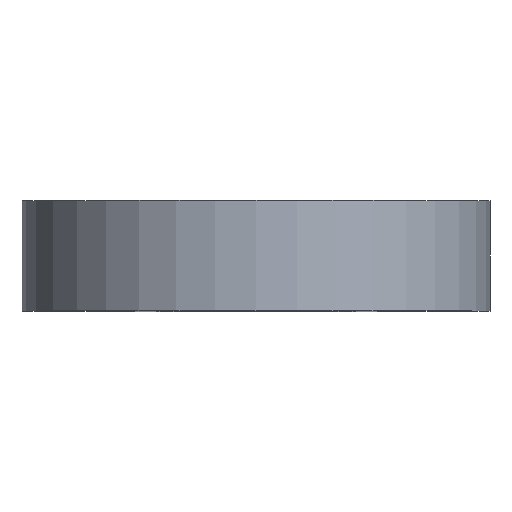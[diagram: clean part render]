
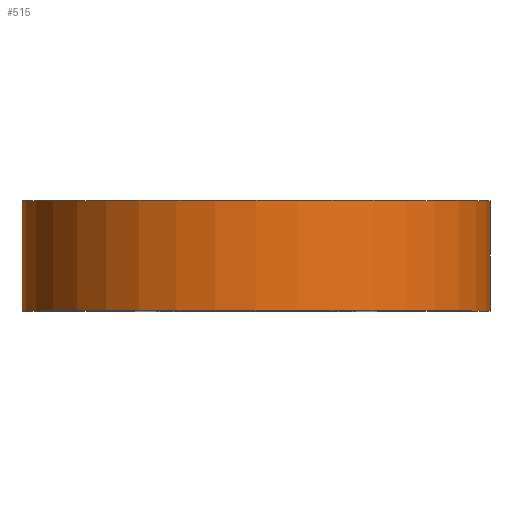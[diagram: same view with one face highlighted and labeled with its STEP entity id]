
A CAD part, top view. The second image highlights one B-rep face of the part: STEP entity #515.
In plain terms, the highlighted cylindrical face has radius 42.426 mm (diameter 84.853 mm), a full revolution.
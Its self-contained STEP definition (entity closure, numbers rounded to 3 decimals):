
#47=FACE_OUTER_BOUND('',#78,.T.);
#78=EDGE_LOOP('',(#418,#419,#420,#421));
#97=CIRCLE('',#561,42.427);
#98=CIRCLE('',#564,42.427);
#166=LINE('',#2787,#184);
#184=VECTOR('',#641,42.427);
#223=VERTEX_POINT('',#2781);
#224=VERTEX_POINT('',#2785);
#292=EDGE_CURVE('',#223,#223,#97,.T.);
#293=EDGE_CURVE('',#224,#224,#98,.T.);
#294=EDGE_CURVE('',#224,#223,#166,.T.);
#418=ORIENTED_EDGE('',*,*,#293,.F.);
#419=ORIENTED_EDGE('',*,*,#294,.T.);
#420=ORIENTED_EDGE('',*,*,#292,.F.);
#421=ORIENTED_EDGE('',*,*,#294,.F.);
#490=CYLINDRICAL_SURFACE('',#563,42.427);
#515=ADVANCED_FACE('',(#47),#490,.T.);
#561=AXIS2_PLACEMENT_3D('',#2782,#633,#634);
#563=AXIS2_PLACEMENT_3D('',#2784,#637,#638);
#564=AXIS2_PLACEMENT_3D('',#2786,#639,#640);
#633=DIRECTION('center_axis',(0.,-1.,0.));
#634=DIRECTION('ref_axis',(1.,0.,0.));
#637=DIRECTION('center_axis',(0.,1.,0.));
#638=DIRECTION('ref_axis',(1.,0.,0.));
#639=DIRECTION('center_axis',(0.,1.,0.));
#640=DIRECTION('ref_axis',(1.,0.,0.));
#641=DIRECTION('',(0.,-1.,0.));
#2781=CARTESIAN_POINT('',(-42.427,0.,0.));
#2782=CARTESIAN_POINT('Origin',(0.,0.,0.));
#2784=CARTESIAN_POINT('Origin',(0.,10.,0.));
#2785=CARTESIAN_POINT('',(-42.427,20.,0.));
#2786=CARTESIAN_POINT('Origin',(0.,20.,0.));
#2787=CARTESIAN_POINT('',(-42.427,10.,0.));
